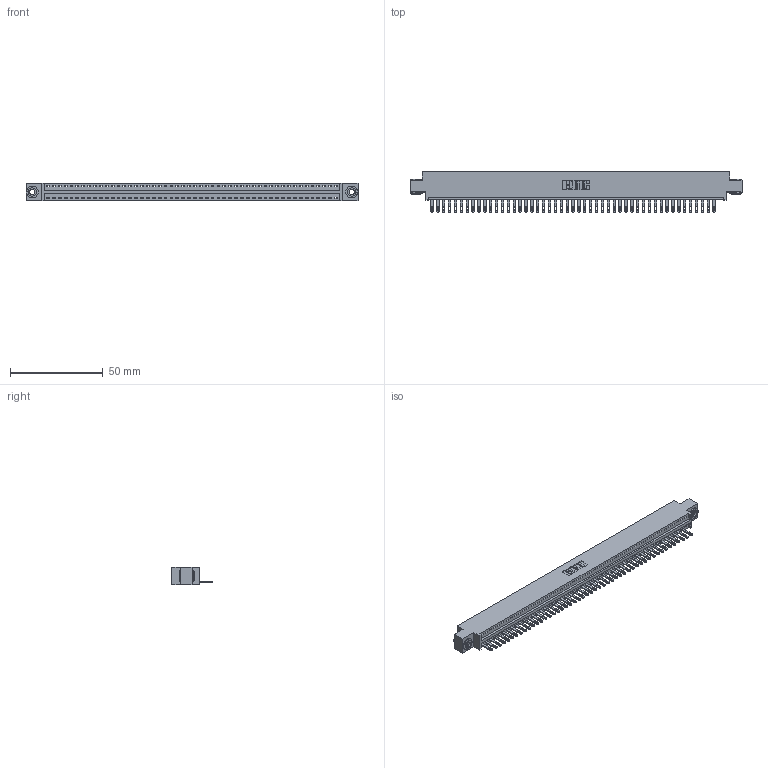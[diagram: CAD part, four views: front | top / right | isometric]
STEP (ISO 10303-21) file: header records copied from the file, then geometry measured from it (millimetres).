
FILE_DESCRIPTION (( 'STEP AP203' ), '1' );
FILE_NAME ('896-050-500-603.STEP', '2021-07-27T23:33:12', ( '' ), ( '' ), 'SwSTEP 2.0', 'SolidWorks 2020', '' );
FILE_SCHEMA (( 'CONFIG_CONTROL_DESIGN' ));
Length unit declared in the file: inch
Products named in the file (4): 345-250-002_345-250-002-102; 846 Part_0.170 Offset - 0.156 Dia-TH; 896-050-500-603; 345-292-001_345-293-100
Assembly tree (52 placements, depth 2):
  896-050-500-603
    846 Part_0.170 Offset - 0.156 Dia-TH
    345-292-001_345-293-100  x49
    345-250-002_345-250-002-102  x2
Bounding box: 179.32 x 21.84 x 9.4 mm (x, y, z)
Volume: 17104.1 mm3; surface area: 21896.4 mm2
Topology: 52 solids, 52 shells, 2822 faces, 8691 edges, 5790 vertices
Faces by surface type: plane 1766, cylinder 1048, cone 8
Entity records: 30634 total; most frequent: CARTESIAN_POINT 5232, ORIENTED_EDGE 5210, DIRECTION 4637, EDGE_CURVE 2605, LINE 2245, VECTOR 2245, VERTEX_POINT 1734, AXIS2_PLACEMENT_3D 1196
